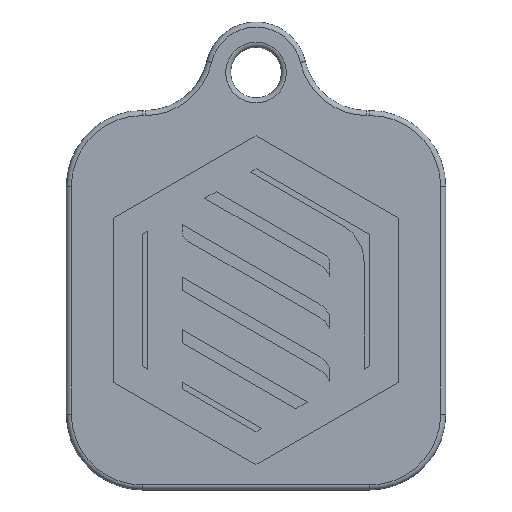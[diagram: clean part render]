
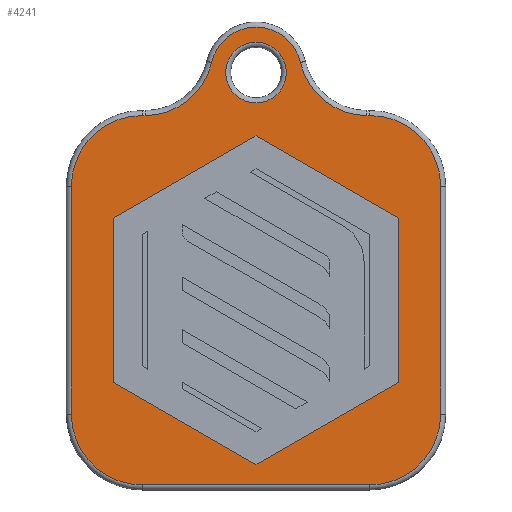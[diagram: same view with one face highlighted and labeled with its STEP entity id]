
A CAD part, top view. The second image highlights one B-rep face of the part: STEP entity #4241.
In plain terms, the highlighted planar face has unit normal (0, 0, 1).
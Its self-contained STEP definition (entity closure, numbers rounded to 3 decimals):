
#25=FACE_BOUND('',#1536,.T.);
#26=FACE_BOUND('',#1537,.T.);
#70=PLANE('',#4515);
#254=LINE('',#6163,#752);
#255=LINE('',#6167,#753);
#256=LINE('',#6171,#754);
#257=LINE('',#6175,#755);
#258=LINE('',#6179,#756);
#259=LINE('',#6183,#757);
#260=LINE('',#6185,#758);
#261=LINE('',#6187,#759);
#262=LINE('',#6189,#760);
#263=LINE('',#6191,#761);
#264=LINE('',#6192,#762);
#752=VECTOR('',#4923,10.);
#753=VECTOR('',#4926,10.);
#754=VECTOR('',#4929,10.);
#755=VECTOR('',#4932,10.);
#756=VECTOR('',#4935,10.);
#757=VECTOR('',#4938,10.);
#758=VECTOR('',#4939,10.);
#759=VECTOR('',#4940,10.);
#760=VECTOR('',#4941,10.);
#761=VECTOR('',#4942,10.);
#762=VECTOR('',#4943,10.);
#1293=FACE_OUTER_BOUND('',#1535,.T.);
#1535=EDGE_LOOP('',(#3008,#3009,#3010,#3011,#3012,#3013,#3014,#3015,#3016,
#3017,#3018,#3019));
#1536=EDGE_LOOP('',(#3020,#3021,#3022,#3023,#3024,#3025));
#1537=EDGE_LOOP('',(#3026));
#1828=CIRCLE('',#4513,2.4);
#1830=CIRCLE('',#4516,3.6);
#1831=CIRCLE('',#4517,5.4);
#1832=CIRCLE('',#4518,5.6);
#1833=CIRCLE('',#4519,5.6);
#1834=CIRCLE('',#4520,5.6);
#1835=CIRCLE('',#4521,5.6);
#1836=CIRCLE('',#4522,5.4);
#1964=VERTEX_POINT('',#6153);
#1965=VERTEX_POINT('',#6157);
#1966=VERTEX_POINT('',#6158);
#1967=VERTEX_POINT('',#6160);
#1968=VERTEX_POINT('',#6162);
#1969=VERTEX_POINT('',#6164);
#1970=VERTEX_POINT('',#6166);
#1971=VERTEX_POINT('',#6168);
#1972=VERTEX_POINT('',#6170);
#1973=VERTEX_POINT('',#6172);
#1974=VERTEX_POINT('',#6174);
#1975=VERTEX_POINT('',#6176);
#1976=VERTEX_POINT('',#6178);
#1977=VERTEX_POINT('',#6181);
#1978=VERTEX_POINT('',#6182);
#1979=VERTEX_POINT('',#6184);
#1980=VERTEX_POINT('',#6186);
#1981=VERTEX_POINT('',#6188);
#1982=VERTEX_POINT('',#6190);
#2374=EDGE_CURVE('',#1964,#1964,#1828,.T.);
#2376=EDGE_CURVE('',#1965,#1966,#1830,.T.);
#2377=EDGE_CURVE('',#1967,#1965,#1831,.T.);
#2378=EDGE_CURVE('',#1968,#1967,#254,.T.);
#2379=EDGE_CURVE('',#1969,#1968,#1832,.T.);
#2380=EDGE_CURVE('',#1970,#1969,#255,.T.);
#2381=EDGE_CURVE('',#1971,#1970,#1833,.T.);
#2382=EDGE_CURVE('',#1972,#1971,#256,.T.);
#2383=EDGE_CURVE('',#1973,#1972,#1834,.T.);
#2384=EDGE_CURVE('',#1974,#1973,#257,.T.);
#2385=EDGE_CURVE('',#1975,#1974,#1835,.T.);
#2386=EDGE_CURVE('',#1976,#1975,#258,.T.);
#2387=EDGE_CURVE('',#1966,#1976,#1836,.T.);
#2388=EDGE_CURVE('',#1977,#1978,#259,.T.);
#2389=EDGE_CURVE('',#1978,#1979,#260,.T.);
#2390=EDGE_CURVE('',#1979,#1980,#261,.T.);
#2391=EDGE_CURVE('',#1980,#1981,#262,.T.);
#2392=EDGE_CURVE('',#1981,#1982,#263,.T.);
#2393=EDGE_CURVE('',#1982,#1977,#264,.T.);
#3008=ORIENTED_EDGE('',*,*,#2376,.F.);
#3009=ORIENTED_EDGE('',*,*,#2377,.F.);
#3010=ORIENTED_EDGE('',*,*,#2378,.F.);
#3011=ORIENTED_EDGE('',*,*,#2379,.F.);
#3012=ORIENTED_EDGE('',*,*,#2380,.F.);
#3013=ORIENTED_EDGE('',*,*,#2381,.F.);
#3014=ORIENTED_EDGE('',*,*,#2382,.F.);
#3015=ORIENTED_EDGE('',*,*,#2383,.F.);
#3016=ORIENTED_EDGE('',*,*,#2384,.F.);
#3017=ORIENTED_EDGE('',*,*,#2385,.F.);
#3018=ORIENTED_EDGE('',*,*,#2386,.F.);
#3019=ORIENTED_EDGE('',*,*,#2387,.F.);
#3020=ORIENTED_EDGE('',*,*,#2388,.T.);
#3021=ORIENTED_EDGE('',*,*,#2389,.T.);
#3022=ORIENTED_EDGE('',*,*,#2390,.T.);
#3023=ORIENTED_EDGE('',*,*,#2391,.T.);
#3024=ORIENTED_EDGE('',*,*,#2392,.T.);
#3025=ORIENTED_EDGE('',*,*,#2393,.T.);
#3026=ORIENTED_EDGE('',*,*,#2374,.F.);
#4241=ADVANCED_FACE('',(#1293,#25,#26),#70,.T.);
#4513=AXIS2_PLACEMENT_3D('',#6154,#4913,#4914);
#4515=AXIS2_PLACEMENT_3D('',#6156,#4917,#4918);
#4516=AXIS2_PLACEMENT_3D('',#6159,#4919,#4920);
#4517=AXIS2_PLACEMENT_3D('',#6161,#4921,#4922);
#4518=AXIS2_PLACEMENT_3D('',#6165,#4924,#4925);
#4519=AXIS2_PLACEMENT_3D('',#6169,#4927,#4928);
#4520=AXIS2_PLACEMENT_3D('',#6173,#4930,#4931);
#4521=AXIS2_PLACEMENT_3D('',#6177,#4933,#4934);
#4522=AXIS2_PLACEMENT_3D('',#6180,#4936,#4937);
#4913=DIRECTION('center_axis',(0.,0.,1.));
#4914=DIRECTION('ref_axis',(1.,0.,0.));
#4917=DIRECTION('center_axis',(0.,0.,1.));
#4918=DIRECTION('ref_axis',(1.,0.,0.));
#4919=DIRECTION('center_axis',(0.,0.,-1.));
#4920=DIRECTION('ref_axis',(0.,1.,0.));
#4921=DIRECTION('center_axis',(0.,0.,1.));
#4922=DIRECTION('ref_axis',(0.624,-0.782,0.));
#4923=DIRECTION('',(1.,0.,0.));
#4924=DIRECTION('center_axis',(0.,0.,-1.));
#4925=DIRECTION('ref_axis',(-0.707,0.707,0.));
#4926=DIRECTION('',(0.,1.,0.));
#4927=DIRECTION('center_axis',(0.,0.,-1.));
#4928=DIRECTION('ref_axis',(-0.707,-0.707,0.));
#4929=DIRECTION('',(-1.,0.,0.));
#4930=DIRECTION('center_axis',(0.,0.,-1.));
#4931=DIRECTION('ref_axis',(0.707,-0.707,0.));
#4932=DIRECTION('',(0.,-1.,0.));
#4933=DIRECTION('center_axis',(0.,0.,-1.));
#4934=DIRECTION('ref_axis',(0.707,0.707,0.));
#4935=DIRECTION('',(1.,0.,0.));
#4936=DIRECTION('center_axis',(0.,0.,1.));
#4937=DIRECTION('ref_axis',(-0.624,-0.782,0.));
#4938=DIRECTION('',(0.866,0.5,0.));
#4939=DIRECTION('',(0.866,-0.5,0.));
#4940=DIRECTION('',(0.,-1.,0.));
#4941=DIRECTION('',(-0.866,-0.5,0.));
#4942=DIRECTION('',(-0.866,0.5,0.));
#4943=DIRECTION('',(0.,1.,0.));
#6153=CARTESIAN_POINT('',(2.4,18.,2.));
#6154=CARTESIAN_POINT('Origin',(0.,18.,2.));
#6156=CARTESIAN_POINT('Origin',(0.,3.5,2.));
#6157=CARTESIAN_POINT('',(-3.51,18.8,2.));
#6158=CARTESIAN_POINT('',(3.51,18.8,2.));
#6159=CARTESIAN_POINT('Origin',(0.,18.,2.));
#6160=CARTESIAN_POINT('',(-8.775,14.6,2.));
#6161=CARTESIAN_POINT('Origin',(-8.775,20.,2.));
#6162=CARTESIAN_POINT('',(-9.,14.6,2.));
#6163=CARTESIAN_POINT('',(-4.387,14.6,2.));
#6164=CARTESIAN_POINT('',(-14.6,9.,2.));
#6165=CARTESIAN_POINT('Origin',(-9.,9.,2.));
#6166=CARTESIAN_POINT('',(-14.6,-9.,2.));
#6167=CARTESIAN_POINT('',(-14.6,6.25,2.));
#6168=CARTESIAN_POINT('',(-9.,-14.6,2.));
#6169=CARTESIAN_POINT('Origin',(-9.,-9.,2.));
#6170=CARTESIAN_POINT('',(9.,-14.6,2.));
#6171=CARTESIAN_POINT('',(-4.5,-14.6,2.));
#6172=CARTESIAN_POINT('',(14.6,-9.,2.));
#6173=CARTESIAN_POINT('Origin',(9.,-9.,2.));
#6174=CARTESIAN_POINT('',(14.6,9.,2.));
#6175=CARTESIAN_POINT('',(14.6,-2.75,2.));
#6176=CARTESIAN_POINT('',(9.,14.6,2.));
#6177=CARTESIAN_POINT('Origin',(9.,9.,2.));
#6178=CARTESIAN_POINT('',(8.775,14.6,2.));
#6179=CARTESIAN_POINT('',(4.5,14.6,2.));
#6180=CARTESIAN_POINT('Origin',(8.775,20.,2.));
#6181=CARTESIAN_POINT('',(-11.25,6.495,2.));
#6182=CARTESIAN_POINT('',(0.,12.99,2.));
#6183=CARTESIAN_POINT('',(-7.68,8.556,2.));
#6184=CARTESIAN_POINT('',(11.25,6.495,2.));
#6185=CARTESIAN_POINT('',(2.055,11.804,2.));
#6186=CARTESIAN_POINT('',(11.25,-6.495,2.));
#6187=CARTESIAN_POINT('',(11.25,4.998,2.));
#6188=CARTESIAN_POINT('',(0.,-12.99,2.));
#6189=CARTESIAN_POINT('',(9.195,-7.681,2.));
#6190=CARTESIAN_POINT('',(-11.25,-6.495,2.));
#6191=CARTESIAN_POINT('',(-3.57,-10.929,2.));
#6192=CARTESIAN_POINT('',(-11.25,-1.498,2.));
